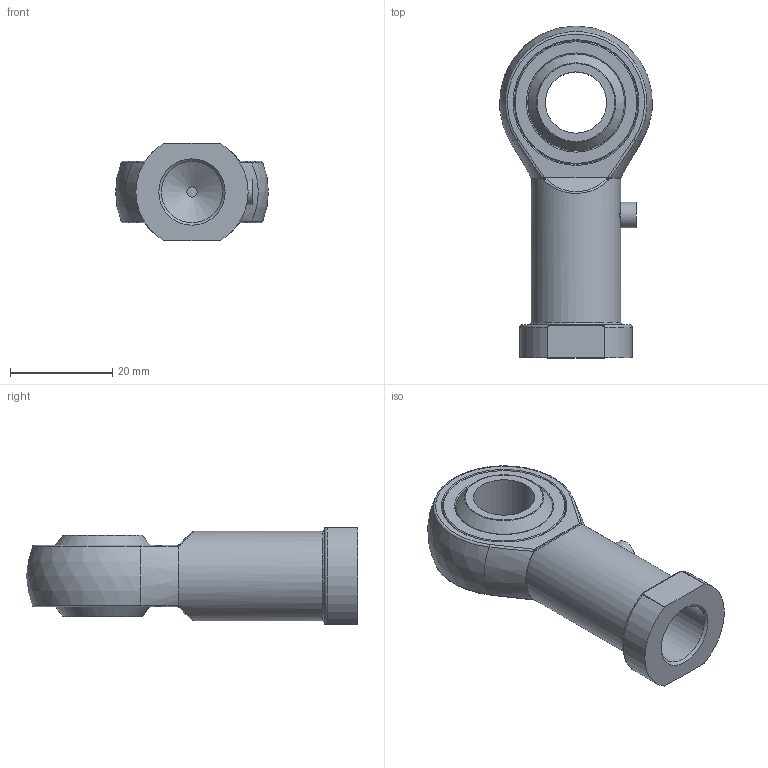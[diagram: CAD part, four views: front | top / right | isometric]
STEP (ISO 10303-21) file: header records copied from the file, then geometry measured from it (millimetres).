
FILE_DESCRIPTION (( 'STEP AP214' ), '1' );
FILE_NAME ('73.01.07.0005L.step', '2021-04-02T18:56:10', ( '' ), ( '' ), 'SwSTEP 2.0', 'SolidWorks 2021', '' );
FILE_SCHEMA (( 'AUTOMOTIVE_DESIGN' ));
Length unit declared in the file: millimetre
Products named in the file (1): 73.01.07.0005L
Bounding box: 29.86 x 65 x 19 mm (x, y, z)
Volume: 13941 mm3; surface area: 9755.6 mm2
Topology: 4 solids, 4 shells, 86 faces, 195 edges, 115 vertices
Faces by surface type: bspline 26, cylinder 20, plane 18, torus 11, cone 8, sphere 3
Full cylindrical faces by diameter (mm): 2 x1, 4 x3, 5 x1, 12 x2, 17.5 x1, 24.225 x2
Entity records: 2923 total; most frequent: CARTESIAN_POINT 1269, ORIENTED_EDGE 312, DIRECTION 302, EDGE_CURVE 156, AXIS2_PLACEMENT_3D 141, EDGE_LOOP 122, VERTEX_POINT 104, FACE_OUTER_BOUND 99
